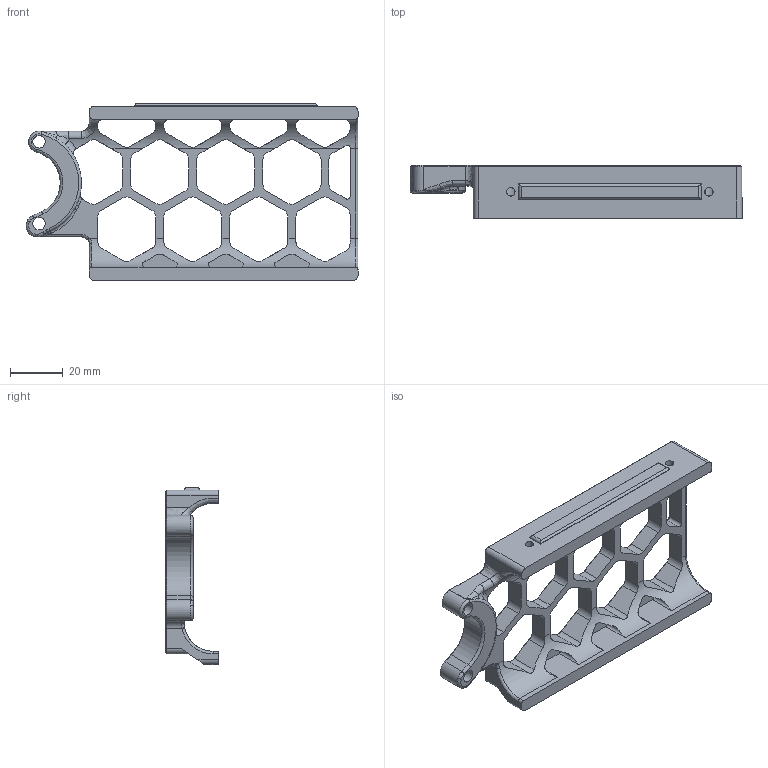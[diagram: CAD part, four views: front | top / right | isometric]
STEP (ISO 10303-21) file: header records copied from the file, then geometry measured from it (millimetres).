
FILE_DESCRIPTION(/* description */ (''),/* implementation_level */ '2;1');
FILE_NAME(/* name */ 'Sans nom.step',/* time_stamp */ '2022-05-16T23:42:47+02:00',/* author */ (''),/* organization */ (''),/* preprocessor_version */ 'ST-DEVELOPER v18.1',/* originating_system */ 'Autodesk Translation Framework v10.14.0.1471',/* authorisation */ '');
FILE_SCHEMA (('AUTOMOTIVE_DESIGN { 1 0 10303 214 3 1 1 }'));
Length unit declared in the file: millimetre
Products named in the file (2): (Non enregistré); 350
Assembly tree (1 placements, depth 2):
  (Non enregistré)
    350
Bounding box: 125.65 x 20 x 67 mm (x, y, z)
Volume: 35068.6 mm3; surface area: 21258.9 mm2
Topology: 1 solids, 1 shells, 421 faces, 1107 edges, 678 vertices
Faces by surface type: plane 184, cylinder 116, cone 85, bspline 25, torus 11
Full cylindrical faces by diameter (mm): 3.2 x2, 4.7 x3, 6 x2
Entity records: 14125 total; most frequent: CARTESIAN_POINT 3689, ORIENTED_EDGE 2212, DIRECTION 2149, EDGE_CURVE 1106, AXIS2_PLACEMENT_3D 753, VERTEX_POINT 678, LINE 643, VECTOR 643
